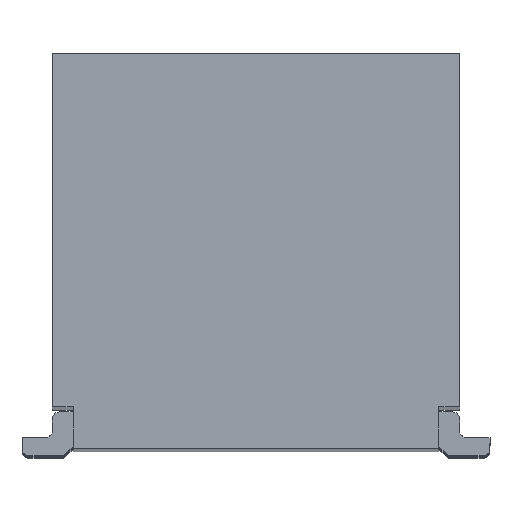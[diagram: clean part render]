
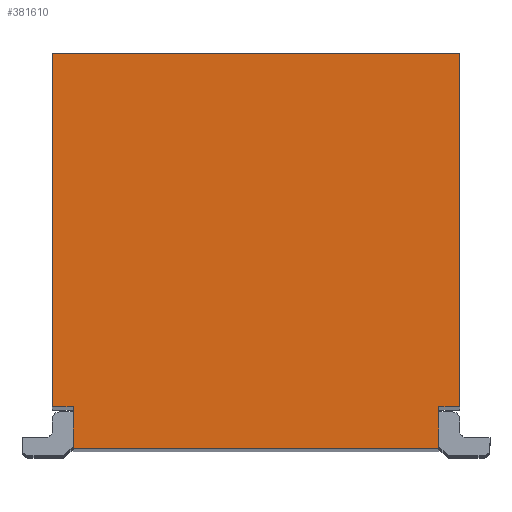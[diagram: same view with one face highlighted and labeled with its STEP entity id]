
A CAD part, top view. The second image highlights one B-rep face of the part: STEP entity #381610.
In plain terms, the highlighted planar face has unit normal (0, 0, 1).
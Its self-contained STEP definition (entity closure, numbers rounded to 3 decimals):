
#326290=CARTESIAN_POINT('',(1.32,0.65,9.415));
#326300=VERTEX_POINT('',#326290);
#326330=CARTESIAN_POINT('',(1.32,0.,9.415));
#326340=DIRECTION('',(0.,-1.,-0.));
#326350=VECTOR('',#326340,1.);
#326360=LINE('',#326330,#326350);
#326370=CARTESIAN_POINT('',(1.32,0.95,9.415));
#326380=VERTEX_POINT('',#326370);
#326390=EDGE_CURVE('',#326380,#326300,#326360,.T.);
#352200=CARTESIAN_POINT('',(-1.32,0.95,9.415));
#352210=VERTEX_POINT('',#352200);
#352240=CARTESIAN_POINT('',(-1.32,0.,9.415));
#352250=DIRECTION('',(0.,1.,-0.));
#352260=VECTOR('',#352250,1.);
#352270=LINE('',#352240,#352260);
#352280=CARTESIAN_POINT('',(-1.32,0.65,9.415));
#352290=VERTEX_POINT('',#352280);
#352300=EDGE_CURVE('',#352290,#352210,#352270,.T.);
#378060=CARTESIAN_POINT('',(0.,0.95,9.415));
#378070=DIRECTION('',(1.,-0.,-0.));
#378080=VECTOR('',#378070,1.);
#378090=LINE('',#378060,#378080);
#378100=EDGE_CURVE('',#352210,#326380,#378090,.T.);
#378280=CARTESIAN_POINT('',(1.47,0.65,9.415));
#378290=VERTEX_POINT('',#378280);
#378320=CARTESIAN_POINT('',(0.,0.65,9.415));
#378330=DIRECTION('',(-1.,0.,0.));
#378340=VECTOR('',#378330,1.);
#378350=LINE('',#378320,#378340);
#378360=EDGE_CURVE('',#378290,#326300,#378350,.T.);
#378570=CARTESIAN_POINT('',(1.47,-1.9,9.415));
#378580=VERTEX_POINT('',#378570);
#378610=CARTESIAN_POINT('',(1.47,0.,9.415));
#378620=DIRECTION('',(-0.,1.,0.));
#378630=VECTOR('',#378620,1.);
#378640=LINE('',#378610,#378630);
#378650=EDGE_CURVE('',#378580,#378290,#378640,.T.);
#380600=CARTESIAN_POINT('',(-1.47,-1.9,9.415));
#380610=VERTEX_POINT('',#380600);
#380640=CARTESIAN_POINT('',(0.,-1.9,9.415));
#380650=DIRECTION('',(-1.,-0.,-0.));
#380660=VECTOR('',#380650,1.);
#380670=LINE('',#380640,#380660);
#380680=EDGE_CURVE('',#378580,#380610,#380670,.T.);
#381130=CARTESIAN_POINT('',(-1.47,0.65,9.415));
#381140=VERTEX_POINT('',#381130);
#381170=CARTESIAN_POINT('',(-1.47,0.,9.415));
#381180=DIRECTION('',(-0.,-1.,0.));
#381190=VECTOR('',#381180,1.);
#381200=LINE('',#381170,#381190);
#381210=EDGE_CURVE('',#381140,#380610,#381200,.T.);
#381360=CARTESIAN_POINT('',(0.,0.65,9.415));
#381370=DIRECTION('',(-1.,0.,0.));
#381380=VECTOR('',#381370,1.);
#381390=LINE('',#381360,#381380);
#381400=EDGE_CURVE('',#352290,#381140,#381390,.T.);
#381460=CARTESIAN_POINT('',(-1.544,1.022,9.415));
#381470=DIRECTION('',(0.,0.,1.));
#381480=DIRECTION('',(1.,0.,-0.));
#381490=AXIS2_PLACEMENT_3D('',#381460,#381470,#381480);
#381500=PLANE('',#381490);
#381510=ORIENTED_EDGE('',*,*,#352300,.F.);
#381520=ORIENTED_EDGE('',*,*,#378100,.F.);
#381530=ORIENTED_EDGE('',*,*,#326390,.F.);
#381540=ORIENTED_EDGE('',*,*,#378360,.T.);
#381550=ORIENTED_EDGE('',*,*,#378650,.T.);
#381560=ORIENTED_EDGE('',*,*,#380680,.F.);
#381570=ORIENTED_EDGE('',*,*,#381210,.T.);
#381580=ORIENTED_EDGE('',*,*,#381400,.T.);
#381590=EDGE_LOOP('',(#381580,#381570,#381560,#381550,#381540,#381530,
#381520,#381510));
#381600=FACE_OUTER_BOUND('',#381590,.T.);
#381610=ADVANCED_FACE('',(#381600),#381500,.T.);
